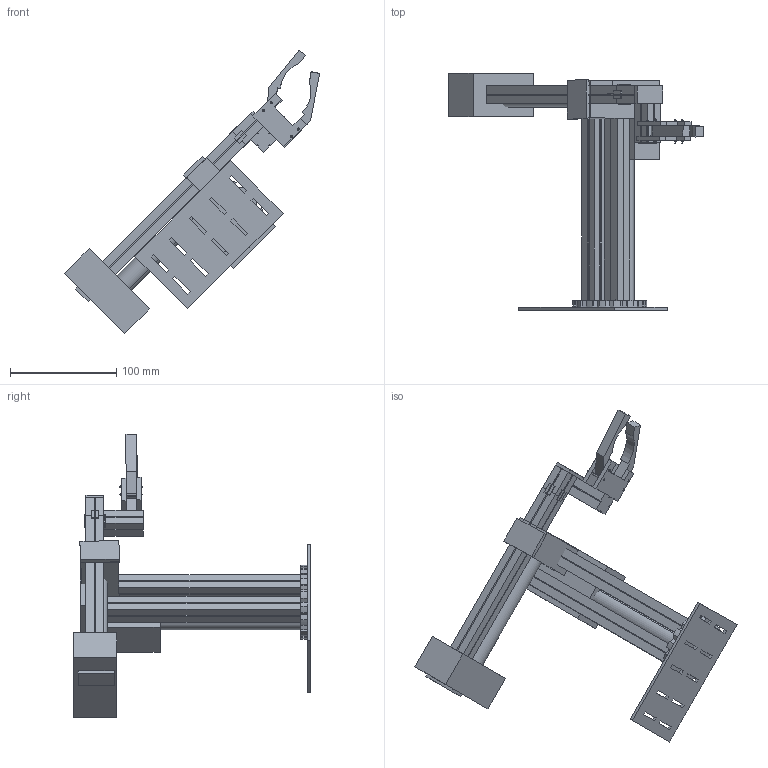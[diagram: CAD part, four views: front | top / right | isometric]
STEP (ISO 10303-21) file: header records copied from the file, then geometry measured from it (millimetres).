
FILE_DESCRIPTION (( 'STEP AP203' ), '1' );
FILE_NAME ('Production Gripper.STEP', '2020-08-27T12:25:41', ( '' ), ( '' ), 'SwSTEP 2.0', 'SolidWorks 2019', '' );
FILE_SCHEMA (( 'CONFIG_CONTROL_DESIGN' ));
Length unit declared in the file: millimetre
Products named in the file (17): Solidworks- Production Gripper (Halterung); Halterung_2; neue_Halterung; Zwischenteil; Platte; Gewinde; Solidworks- Production Gripper (Stelze_neu); Solidworks- Production Gripper (Zange); Zahnrad; Production Gripper; Blende; Stelze_3; Verbindungselement; Teil2; Teil5; Verbindungsteil; Baugruppe Test
Assembly tree (28 placements, depth 3):
  Production Gripper
    Zahnrad
    Gewinde  x2
    Solidworks- Production Gripper (Stelze_neu)  x3
    Zwischenteil
    Teil5
    Baugruppe Test
      neue_Halterung
      Teil2
    Solidworks- Production Gripper (Zange)  x2
    Halterung_2  x2
    Verbindungselement  x4
    Verbindungsteil  x4
    Stelze_3
    Blende  x2
    Platte
    Solidworks- Production Gripper (Halterung)
Bounding box: 239.89 x 222.57 x 266.36 mm (x, y, z)
Volume: 534342.7 mm3; surface area: 228037.9 mm2
Topology: 27 solids, 30 shells, 552 faces, 1419 edges, 935 vertices
Faces by surface type: plane 506, cylinder 46
Entity records: 12078 total; most frequent: CARTESIAN_POINT 1776, ORIENTED_EDGE 1710, DIRECTION 1613, EDGE_CURVE 855, LINE 805, VECTOR 805, VERTEX_POINT 567, AXIS2_PLACEMENT_3D 404
